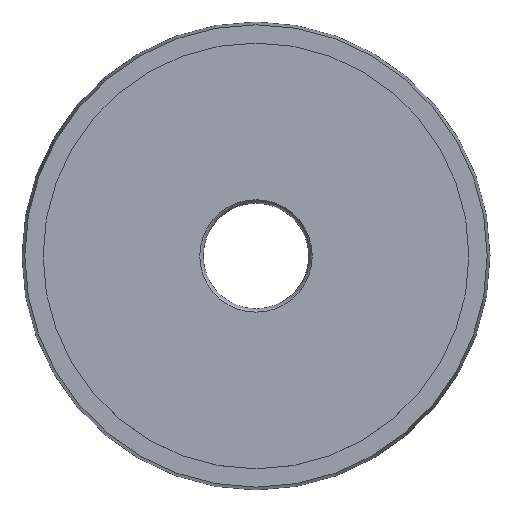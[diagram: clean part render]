
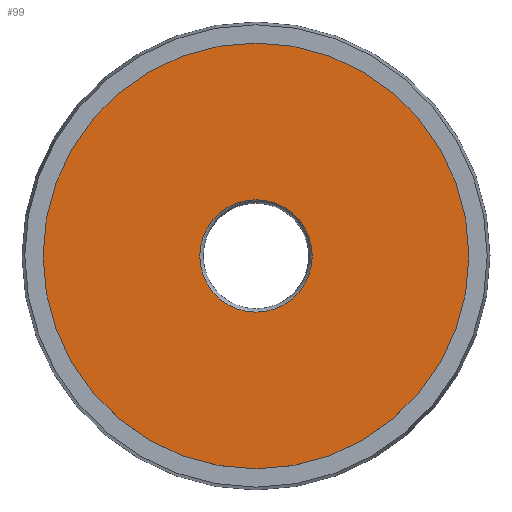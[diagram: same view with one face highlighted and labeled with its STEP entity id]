
A CAD part, top view. The second image highlights one B-rep face of the part: STEP entity #99.
In plain terms, the highlighted planar face has unit normal (0, 0, 1).
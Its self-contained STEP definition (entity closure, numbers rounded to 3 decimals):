
#5 = EDGE_CURVE ( 'NONE', #124, #78, #555, .T. ) ;
#7 = EDGE_LOOP ( 'NONE', ( #46, #596 ) ) ;
#21 = FACE_OUTER_BOUND ( 'NONE', #351, .T. ) ;
#22 = DIRECTION ( 'NONE',  ( 1., 0., 0. ) ) ;
#35 = CIRCLE ( 'NONE', #61, 4. ) ;
#46 = ORIENTED_EDGE ( 'NONE', *, *, #289, .F. ) ;
#61 = AXIS2_PLACEMENT_3D ( 'NONE', #183, #313, #520 ) ;
#78 = VERTEX_POINT ( 'NONE', #147 ) ;
#84 = CIRCLE ( 'NONE', #436, 4. ) ;
#88 = DIRECTION ( 'NONE',  ( 1., 0., 0. ) ) ;
#96 = ORIENTED_EDGE ( 'NONE', *, *, #5, .T. ) ;
#99 = ADVANCED_FACE ( 'NONE', ( #546, #21 ), #328, .F. ) ;
#124 = VERTEX_POINT ( 'NONE', #207 ) ;
#127 = DIRECTION ( 'NONE',  ( 0., 0., 1. ) ) ;
#147 = CARTESIAN_POINT ( 'NONE',  ( -15.15, 0., 0. ) ) ;
#151 = ORIENTED_EDGE ( 'NONE', *, *, #383, .T. ) ;
#183 = CARTESIAN_POINT ( 'NONE',  ( 0., 0., 0. ) ) ;
#194 = CARTESIAN_POINT ( 'NONE',  ( 0., 0., 0. ) ) ;
#207 = CARTESIAN_POINT ( 'NONE',  ( 15.15, 0., 0. ) ) ;
#237 = CARTESIAN_POINT ( 'NONE',  ( 0., 0., 0. ) ) ;
#246 = EDGE_CURVE ( 'NONE', #382, #326, #84, .T. ) ;
#289 = EDGE_CURVE ( 'NONE', #326, #382, #35, .T. ) ;
#301 = CIRCLE ( 'NONE', #364, 15.15 ) ;
#306 = CARTESIAN_POINT ( 'NONE',  ( 0., 0., 0. ) ) ;
#313 = DIRECTION ( 'NONE',  ( 0., 0., 1. ) ) ;
#326 = VERTEX_POINT ( 'NONE', #423 ) ;
#328 = PLANE ( 'NONE',  #593 ) ;
#351 = EDGE_LOOP ( 'NONE', ( #96, #151 ) ) ;
#364 = AXIS2_PLACEMENT_3D ( 'NONE', #237, #368, #88 ) ;
#368 = DIRECTION ( 'NONE',  ( 0., 0., 1. ) ) ;
#382 = VERTEX_POINT ( 'NONE', #530 ) ;
#383 = EDGE_CURVE ( 'NONE', #78, #124, #301, .T. ) ;
#423 = CARTESIAN_POINT ( 'NONE',  ( 4., 0., 0. ) ) ;
#436 = AXIS2_PLACEMENT_3D ( 'NONE', #306, #127, #567 ) ;
#479 = DIRECTION ( 'NONE',  ( 0., 0., -1. ) ) ;
#519 = AXIS2_PLACEMENT_3D ( 'NONE', #610, #558, #22 ) ;
#520 = DIRECTION ( 'NONE',  ( 1., 0., 0. ) ) ;
#530 = CARTESIAN_POINT ( 'NONE',  ( -4., 0., 0. ) ) ;
#546 = FACE_BOUND ( 'NONE', #7, .T. ) ;
#555 = CIRCLE ( 'NONE', #519, 15.15 ) ;
#558 = DIRECTION ( 'NONE',  ( 0., 0., 1. ) ) ;
#567 = DIRECTION ( 'NONE',  ( 1., 0., 0. ) ) ;
#593 = AXIS2_PLACEMENT_3D ( 'NONE', #194, #479, #597 ) ;
#596 = ORIENTED_EDGE ( 'NONE', *, *, #246, .F. ) ;
#597 = DIRECTION ( 'NONE',  ( -1., 0., 0. ) ) ;
#610 = CARTESIAN_POINT ( 'NONE',  ( 0., 0., 0. ) ) ;
